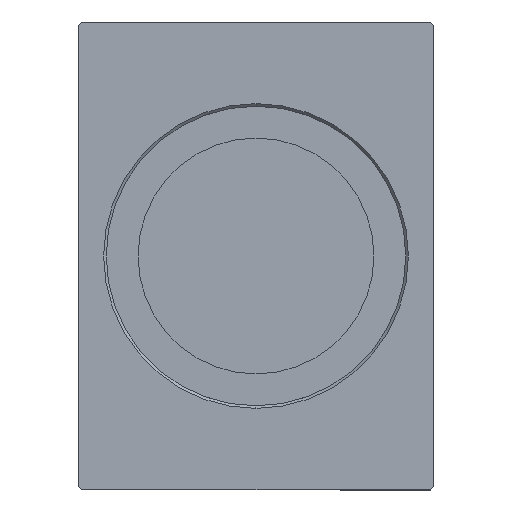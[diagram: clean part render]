
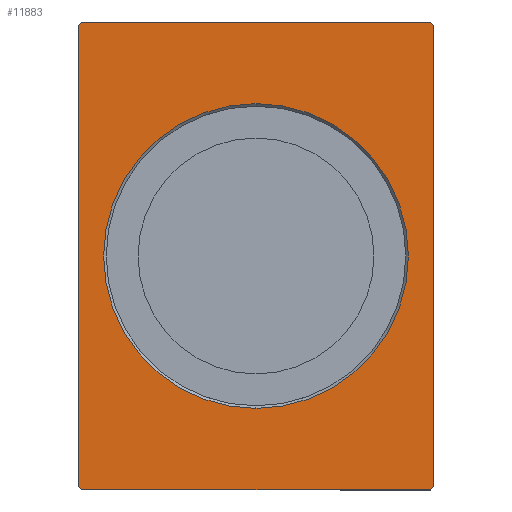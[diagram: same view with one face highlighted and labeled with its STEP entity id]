
A CAD part, left-side view. The second image highlights one B-rep face of the part: STEP entity #11883.
In plain terms, the highlighted planar face has unit normal (-1, 0, 0).
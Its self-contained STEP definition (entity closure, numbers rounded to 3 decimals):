
#54 = CARTESIAN_POINT ( 'NONE',  ( 0., 47.5, -61.5 ) ) ;
#125 = VERTEX_POINT ( 'NONE', #6812 ) ;
#323 = DIRECTION ( 'NONE',  ( 1., 0., 0. ) ) ;
#2230 = CARTESIAN_POINT ( 'NONE',  ( 0., -47.5, 61.5 ) ) ;
#3109 = DIRECTION ( 'NONE',  ( 1., 0., 0. ) ) ;
#3481 = LINE ( 'NONE', #54, #23539 ) ;
#3531 = CARTESIAN_POINT ( 'NONE',  ( 0., -47.5, -61.5 ) ) ;
#3846 = LINE ( 'NONE', #33005, #10991 ) ;
#5112 = AXIS2_PLACEMENT_3D ( 'NONE', #23481, #323, #35919 ) ;
#5299 = VECTOR ( 'NONE', #8833, 1000. ) ;
#5329 = CARTESIAN_POINT ( 'NONE',  ( 0., 47.5, 61.5 ) ) ;
#5473 = VECTOR ( 'NONE', #20045, 1000. ) ;
#5604 = EDGE_LOOP ( 'NONE', ( #15592, #24333, #30984, #17693, #5870, #8256, #16915, #31638 ) ) ;
#5870 = ORIENTED_EDGE ( 'NONE', *, *, #10964, .F. ) ;
#6812 = CARTESIAN_POINT ( 'NONE',  ( 0., 46.5, -62.5 ) ) ;
#6989 = ORIENTED_EDGE ( 'NONE', *, *, #31601, .T. ) ;
#7171 = LINE ( 'NONE', #3531, #28131 ) ;
#7928 = EDGE_CURVE ( 'NONE', #125, #30676, #19805, .T. ) ;
#8256 = ORIENTED_EDGE ( 'NONE', *, *, #19372, .F. ) ;
#8300 = CARTESIAN_POINT ( 'NONE',  ( 0., -46.5, -62.5 ) ) ;
#8660 = CARTESIAN_POINT ( 'NONE',  ( 0., 46.5, 62.5 ) ) ;
#8833 = DIRECTION ( 'NONE',  ( 0., -0.707, -0.707 ) ) ;
#8862 = VECTOR ( 'NONE', #19590, 1000. ) ;
#9538 = EDGE_LOOP ( 'NONE', ( #25583, #6989 ) ) ;
#9856 = VERTEX_POINT ( 'NONE', #41028 ) ;
#10116 = VERTEX_POINT ( 'NONE', #16954 ) ;
#10173 = LINE ( 'NONE', #36353, #5473 ) ;
#10355 = EDGE_CURVE ( 'NONE', #32854, #125, #3846, .T. ) ;
#10964 = EDGE_CURVE ( 'NONE', #9856, #32854, #7171, .T. ) ;
#10991 = VECTOR ( 'NONE', #36654, 1000. ) ;
#11238 = DIRECTION ( 'NONE',  ( 1., 0., 0. ) ) ;
#11883 = ADVANCED_FACE ( 'NONE', ( #38287, #29264 ), #35278, .F. ) ;
#12195 = LINE ( 'NONE', #16034, #26107 ) ;
#12275 = CARTESIAN_POINT ( 'NONE',  ( 0., 0., -40.7 ) ) ;
#13327 = EDGE_CURVE ( 'NONE', #14185, #10116, #10173, .T. ) ;
#14185 = VERTEX_POINT ( 'NONE', #8660 ) ;
#14777 = CIRCLE ( 'NONE', #42188, 40.7 ) ;
#15409 = CARTESIAN_POINT ( 'NONE',  ( 0., 47.5, -61.5 ) ) ;
#15592 = ORIENTED_EDGE ( 'NONE', *, *, #18465, .F. ) ;
#15608 = DIRECTION ( 'NONE',  ( 0., -0.707, 0.707 ) ) ;
#16034 = CARTESIAN_POINT ( 'NONE',  ( 0., 47.5, 61.5 ) ) ;
#16915 = ORIENTED_EDGE ( 'NONE', *, *, #39400, .F. ) ;
#16954 = CARTESIAN_POINT ( 'NONE',  ( 0., -46.5, 62.5 ) ) ;
#17693 = ORIENTED_EDGE ( 'NONE', *, *, #10355, .F. ) ;
#18465 = EDGE_CURVE ( 'NONE', #31104, #14185, #12195, .T. ) ;
#19372 = EDGE_CURVE ( 'NONE', #29393, #9856, #22716, .T. ) ;
#19590 = DIRECTION ( 'NONE',  ( 0., 0.707, 0.707 ) ) ;
#19805 = LINE ( 'NONE', #29037, #8862 ) ;
#20045 = DIRECTION ( 'NONE',  ( 0., -1., 0. ) ) ;
#22214 = CIRCLE ( 'NONE', #5112, 40.7 ) ;
#22716 = LINE ( 'NONE', #28505, #35716 ) ;
#23481 = CARTESIAN_POINT ( 'NONE',  ( 0., 0., 0. ) ) ;
#23539 = VECTOR ( 'NONE', #35223, 1000. ) ;
#24333 = ORIENTED_EDGE ( 'NONE', *, *, #25557, .F. ) ;
#25557 = EDGE_CURVE ( 'NONE', #30676, #31104, #3481, .T. ) ;
#25583 = ORIENTED_EDGE ( 'NONE', *, *, #28434, .T. ) ;
#25715 = DIRECTION ( 'NONE',  ( 0., 0., -1. ) ) ;
#26107 = VECTOR ( 'NONE', #15608, 1000. ) ;
#27334 = DIRECTION ( 'NONE',  ( 0., 0., -1. ) ) ;
#28131 = VECTOR ( 'NONE', #36335, 1000. ) ;
#28357 = CARTESIAN_POINT ( 'NONE',  ( 0., -46.5, 62.5 ) ) ;
#28434 = EDGE_CURVE ( 'NONE', #40277, #31668, #22214, .T. ) ;
#28505 = CARTESIAN_POINT ( 'NONE',  ( 0., -47.5, 61.5 ) ) ;
#29037 = CARTESIAN_POINT ( 'NONE',  ( 0., 46.5, -62.5 ) ) ;
#29264 = FACE_OUTER_BOUND ( 'NONE', #5604, .T. ) ;
#29393 = VERTEX_POINT ( 'NONE', #2230 ) ;
#30676 = VERTEX_POINT ( 'NONE', #15409 ) ;
#30918 = CARTESIAN_POINT ( 'NONE',  ( 0., 0., 40.7 ) ) ;
#30984 = ORIENTED_EDGE ( 'NONE', *, *, #7928, .F. ) ;
#31104 = VERTEX_POINT ( 'NONE', #5329 ) ;
#31601 = EDGE_CURVE ( 'NONE', #31668, #40277, #14777, .T. ) ;
#31638 = ORIENTED_EDGE ( 'NONE', *, *, #13327, .F. ) ;
#31668 = VERTEX_POINT ( 'NONE', #12275 ) ;
#32854 = VERTEX_POINT ( 'NONE', #8300 ) ;
#33005 = CARTESIAN_POINT ( 'NONE',  ( 0., -46.5, -62.5 ) ) ;
#34397 = CARTESIAN_POINT ( 'NONE',  ( 0., 0., 0. ) ) ;
#35072 = DIRECTION ( 'NONE',  ( 0., 0., -1. ) ) ;
#35223 = DIRECTION ( 'NONE',  ( 0., 0., 1. ) ) ;
#35278 = PLANE ( 'NONE',  #40476 ) ;
#35716 = VECTOR ( 'NONE', #25715, 1000. ) ;
#35919 = DIRECTION ( 'NONE',  ( 0., 0., -1. ) ) ;
#36335 = DIRECTION ( 'NONE',  ( 0., 0.707, -0.707 ) ) ;
#36353 = CARTESIAN_POINT ( 'NONE',  ( 0., 46.5, 62.5 ) ) ;
#36654 = DIRECTION ( 'NONE',  ( 0., 1., 0. ) ) ;
#38219 = LINE ( 'NONE', #28357, #5299 ) ;
#38287 = FACE_BOUND ( 'NONE', #9538, .T. ) ;
#38709 = CARTESIAN_POINT ( 'NONE',  ( 0., 0., 0. ) ) ;
#39400 = EDGE_CURVE ( 'NONE', #10116, #29393, #38219, .T. ) ;
#40277 = VERTEX_POINT ( 'NONE', #30918 ) ;
#40476 = AXIS2_PLACEMENT_3D ( 'NONE', #38709, #3109, #35072 ) ;
#41028 = CARTESIAN_POINT ( 'NONE',  ( 0., -47.5, -61.5 ) ) ;
#42188 = AXIS2_PLACEMENT_3D ( 'NONE', #34397, #11238, #27334 ) ;
